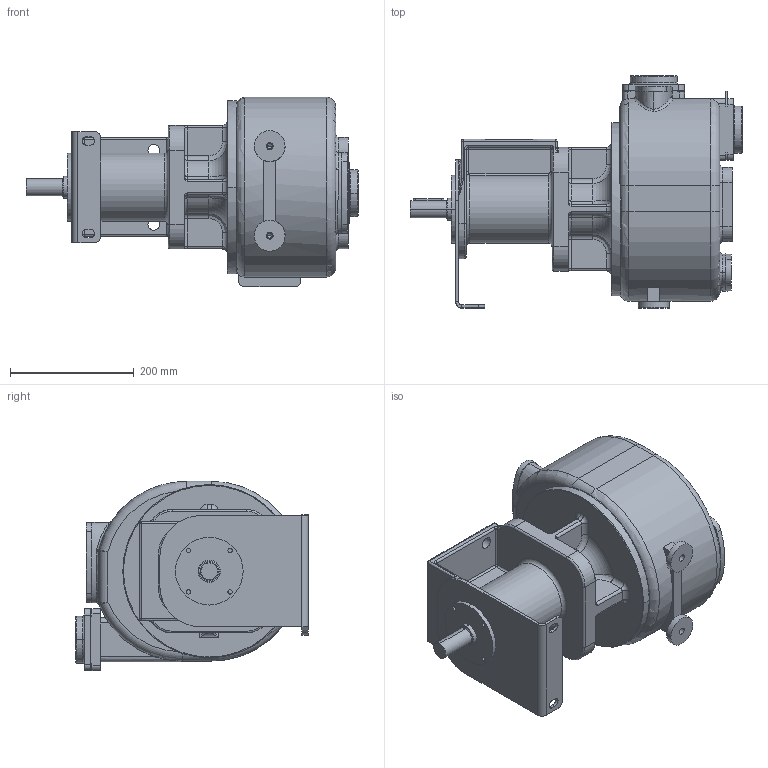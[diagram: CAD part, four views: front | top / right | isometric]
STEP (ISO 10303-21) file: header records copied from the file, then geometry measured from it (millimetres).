
FILE_DESCRIPTION((''),'2;1');
FILE_NAME('S_66_K_B','2021-05-11T14:03:40',('nicola'),(''),'CREO PARAMETRIC BY PTC INC, 2020342','CREO PARAMETRIC BY PTC INC, 2020342','');
FILE_SCHEMA(('CONFIG_CONTROL_DESIGN'));
Length unit declared in the file: millimetre
Products named in the file (1): S_66_K_B
Bounding box: 537.5 x 376 x 306.5 mm (x, y, z)
Volume: 18845495.9 mm3; surface area: 820066.4 mm2
Topology: 1 solids, 2 shells, 600 faces, 1407 edges, 852 vertices
Faces by surface type: cylinder 271, plane 173, bspline 65, torus 63, cone 16, sphere 8, extrusion 4
Entity records: 25020 total; most frequent: CARTESIAN_POINT 11270, DIRECTION 3005, ORIENTED_EDGE 2792, EDGE_CURVE 1396, AXIS2_PLACEMENT_3D 1226, VERTEX_POINT 852, CIRCLE 691, EDGE_LOOP 670
